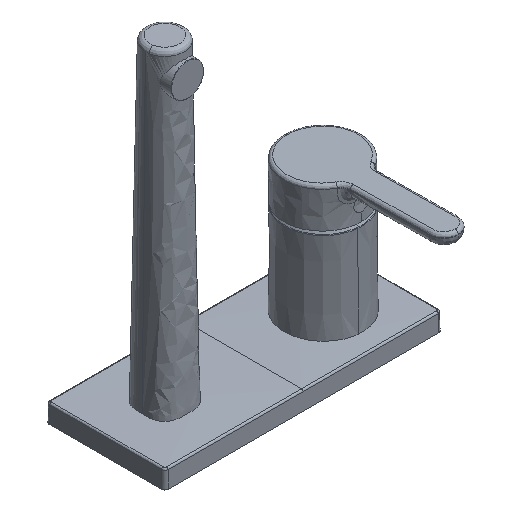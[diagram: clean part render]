
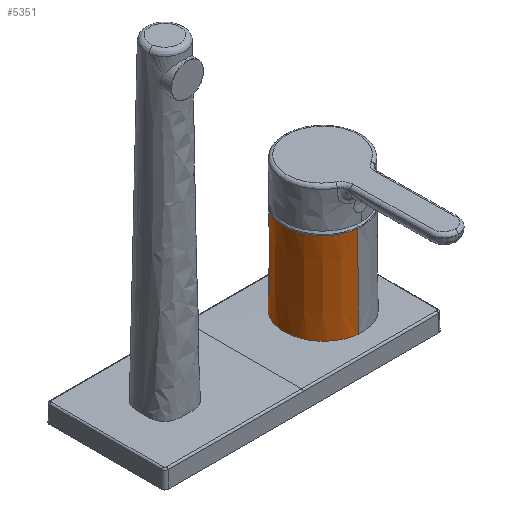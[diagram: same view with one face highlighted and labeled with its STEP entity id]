
A CAD part, isometric view. The second image highlights one B-rep face of the part: STEP entity #5351.
In plain terms, the highlighted conical face has half-angle 0.25 degrees and reference radius 24.675 mm.
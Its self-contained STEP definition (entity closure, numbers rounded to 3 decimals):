
#9 = CARTESIAN_POINT ( 'NONE',  ( 2.386, 24.559, 19.25 ) ) ;
#49 = ORIENTED_EDGE ( 'NONE', *, *, #4968, .T. ) ;
#377 = CARTESIAN_POINT ( 'NONE',  ( -15.038, 19.533, 27.695 ) ) ;
#393 = CARTESIAN_POINT ( 'NONE',  ( -23.47, 7.507, 27.799 ) ) ;
#410 = CARTESIAN_POINT ( 'NONE',  ( -22.438, -10.208, 27.784 ) ) ;
#435 = CARTESIAN_POINT ( 'NONE',  ( -8.674, -23.117, 27.642 ) ) ;
#599 = CARTESIAN_POINT ( 'NONE',  ( 0., 0., 85.331 ) ) ;
#657 = CARTESIAN_POINT ( 'NONE',  ( 2.382, 24.523, 27.597 ) ) ;
#842 = CARTESIAN_POINT ( 'NONE',  ( -3.243, 24.437, 27.614 ) ) ;
#861 = CARTESIAN_POINT ( 'NONE',  ( -18.035, 16.864, 27.727 ) ) ;
#877 = FACE_OUTER_BOUND ( 'NONE', #2910, .T. ) ;
#882 = CARTESIAN_POINT ( 'NONE',  ( -24.365, 3.991, 27.812 ) ) ;
#903 = CARTESIAN_POINT ( 'NONE',  ( -20.955, -13.058, 27.763 ) ) ;
#922 = CARTESIAN_POINT ( 'NONE',  ( -5.577, -24.013, 27.625 ) ) ;
#1018 = LINE ( 'NONE', #4927, #3471 ) ;
#1079 = DIRECTION ( 'NONE',  ( -0.097, -0.995, 0. ) ) ;
#1149 = ORIENTED_EDGE ( 'NONE', *, *, #4874, .T. ) ;
#1181 = LINE ( 'NONE', #9, #4945 ) ;
#1184 = ORIENTED_EDGE ( 'NONE', *, *, #2444, .T. ) ;
#1237 = CARTESIAN_POINT ( 'NONE',  ( 2.382, 24.523, 27.597 ) ) ;
#1248 = VERTEX_POINT ( 'NONE', #4501 ) ;
#1266 = VERTEX_POINT ( 'NONE', #2031 ) ;
#1322 = CARTESIAN_POINT ( 'NONE',  ( -5.625, 24.001, 27.625 ) ) ;
#1343 = CARTESIAN_POINT ( 'NONE',  ( -19.568, 14.976, 27.745 ) ) ;
#1363 = CARTESIAN_POINT ( 'NONE',  ( -24.638, 0.786, 27.817 ) ) ;
#1384 = CARTESIAN_POINT ( 'NONE',  ( -18.512, -16.279, 27.732 ) ) ;
#1407 = CARTESIAN_POINT ( 'NONE',  ( -3.183, -24.445, 27.614 ) ) ;
#1411 = EDGE_CURVE ( 'NONE', #1248, #4570, #1018, .T. ) ;
#1828 = CARTESIAN_POINT ( 'NONE',  ( -8.734, 23.095, 27.643 ) ) ;
#1847 = CARTESIAN_POINT ( 'NONE',  ( -20.283, 13.992, 27.754 ) ) ;
#1864 = CARTESIAN_POINT ( 'NONE',  ( -24.627, -0.839, 27.816 ) ) ;
#1888 = CARTESIAN_POINT ( 'NONE',  ( -16.827, -18.015, 27.713 ) ) ;
#2031 = CARTESIAN_POINT ( 'NONE',  ( 2.358, 24.272, 85.331 ) ) ;
#2074 = DIRECTION ( 'NONE',  ( 0., 0.004, -1. ) ) ;
#2147 = VERTEX_POINT ( 'NONE', #657 ) ;
#2320 = CARTESIAN_POINT ( 'NONE',  ( -11.99, 21.528, 27.667 ) ) ;
#2342 = CARTESIAN_POINT ( 'NONE',  ( -21.777, 11.606, 27.774 ) ) ;
#2359 = CARTESIAN_POINT ( 'NONE',  ( -24.555, -2.051, 27.815 ) ) ;
#2375 = CARTESIAN_POINT ( 'NONE',  ( -14.99, -19.57, 27.694 ) ) ;
#2386 = AXIS2_PLACEMENT_3D ( 'NONE', #5945, #3005, #3505 ) ;
#2444 = EDGE_CURVE ( 'NONE', #2147, #4570, #3004, .T. ) ;
#2786 = CARTESIAN_POINT ( 'NONE',  ( 0.762, 24.681, 27.6 ) ) ;
#2811 = CARTESIAN_POINT ( 'NONE',  ( -13.035, 20.912, 27.676 ) ) ;
#2830 = CARTESIAN_POINT ( 'NONE',  ( -22.925, 9.035, 27.791 ) ) ;
#2847 = CARTESIAN_POINT ( 'NONE',  ( -24.04, -5.628, 27.807 ) ) ;
#2868 = CARTESIAN_POINT ( 'NONE',  ( -12.999, -20.946, 27.676 ) ) ;
#2910 = EDGE_LOOP ( 'NONE', ( #3783, #49, #1149, #1184 ) ) ;
#3004 = B_SPLINE_CURVE_WITH_KNOTS ( 'NONE', 3,
 ( #1237, #2786, #3775, #842, #4272, #1322, #4768, #1828, #5257, #2320, #5748, #2811, #6232, #3296, #377, #3799, #861, #4291, #1343, #4788, #1847, #5277, #2342, #5769, #2830, #6254, #3312, #393, #3817, #882, #4308, #1363, #4809, #1864, #5294, #2359, #5791, #2847, #6270, #3336, #410, #3835, #903, #4332, #1384, #4826, #1888, #5315, #2375, #5810, #2868, #6293, #3357, #435, #3859, #922, #4356, #1407, #4847 ),
 .UNSPECIFIED., .F., .F.,
 ( 4, 2, 2, 2, 2, 2, 2, 2, 2, 2, 2, 1, 2, 2, 2, 2, 2, 2, 2, 2, 2, 2, 2, 2, 2, 2, 2, 2, 2, 4 ),
 ( 0., 0.005, 0.007, 0.01, 0.014, 0.016, 0.017, 0.019, 0.024, 0.025, 0.026, 0.029, 0.031, 0.032, 0.034, 0.039, 0.041, 0.042, 0.043, 0.048, 0.051, 0.053, 0.058, 0.06, 0.063, 0.065, 0.067, 0.072, 0.075, 0.077 ),
 .UNSPECIFIED. ) ;
#3005 = DIRECTION ( 'NONE',  ( 0., 0., -1. ) ) ;
#3296 = CARTESIAN_POINT ( 'NONE',  ( -14.391, 20.015, 27.688 ) ) ;
#3312 = CARTESIAN_POINT ( 'NONE',  ( -23.342, 7.895, 27.797 ) ) ;
#3336 = CARTESIAN_POINT ( 'NONE',  ( -23.06, -8.713, 27.793 ) ) ;
#3357 = CARTESIAN_POINT ( 'NONE',  ( -10.158, -22.505, 27.653 ) ) ;
#3431 = AXIS2_PLACEMENT_3D ( 'NONE', #599, #4023, #1079 ) ;
#3471 = VECTOR ( 'NONE', #4824, 1000. ) ;
#3505 = DIRECTION ( 'NONE',  ( 0.097, 0.995, 0. ) ) ;
#3775 = CARTESIAN_POINT ( 'NONE',  ( -0.846, 24.676, 27.605 ) ) ;
#3783 = ORIENTED_EDGE ( 'NONE', *, *, #1411, .F. ) ;
#3799 = CARTESIAN_POINT ( 'NONE',  ( -16.9, 18., 27.714 ) ) ;
#3817 = CARTESIAN_POINT ( 'NONE',  ( -24.055, 5.567, 27.808 ) ) ;
#3835 = CARTESIAN_POINT ( 'NONE',  ( -22.093, -10.935, 27.779 ) ) ;
#3859 = CARTESIAN_POINT ( 'NONE',  ( -6.363, -23.816, 27.629 ) ) ;
#4023 = DIRECTION ( 'NONE',  ( 0., 0., -1. ) ) ;
#4272 = CARTESIAN_POINT ( 'NONE',  ( -4.039, 24.319, 27.617 ) ) ;
#4291 = CARTESIAN_POINT ( 'NONE',  ( -19.318, 15.297, 27.742 ) ) ;
#4308 = CARTESIAN_POINT ( 'NONE',  ( -24.599, 1.591, 27.816 ) ) ;
#4326 = CONICAL_SURFACE ( 'NONE', #2386, 24.675, 0.004 ) ;
#4332 = CARTESIAN_POINT ( 'NONE',  ( -20.061, -14.395, 27.751 ) ) ;
#4356 = CARTESIAN_POINT ( 'NONE',  ( -3.982, -24.328, 27.617 ) ) ;
#4501 = CARTESIAN_POINT ( 'NONE',  ( -2.358, -24.272, 85.331 ) ) ;
#4570 = VERTEX_POINT ( 'NONE', #6054 ) ;
#4768 = CARTESIAN_POINT ( 'NONE',  ( -6.417, 23.802, 27.629 ) ) ;
#4788 = CARTESIAN_POINT ( 'NONE',  ( -20.051, 14.323, 27.751 ) ) ;
#4797 = CIRCLE ( 'NONE', #3431, 24.387 ) ;
#4809 = CARTESIAN_POINT ( 'NONE',  ( -24.637, -0.431, 27.817 ) ) ;
#4824 = DIRECTION ( 'NONE',  ( 0., -0.004, -1. ) ) ;
#4826 = CARTESIAN_POINT ( 'NONE',  ( -17.967, -16.878, 27.726 ) ) ;
#4847 = CARTESIAN_POINT ( 'NONE',  ( -2.382, -24.523, 27.611 ) ) ;
#4874 = EDGE_CURVE ( 'NONE', #1266, #2147, #1181, .T. ) ;
#4927 = CARTESIAN_POINT ( 'NONE',  ( -2.386, -24.559, 19.25 ) ) ;
#4945 = VECTOR ( 'NONE', #2074, 1000. ) ;
#4968 = EDGE_CURVE ( 'NONE', #1248, #1266, #4797, .T. ) ;
#5257 = CARTESIAN_POINT ( 'NONE',  ( -10.216, 22.478, 27.653 ) ) ;
#5277 = CARTESIAN_POINT ( 'NONE',  ( -20.954, 12.985, 27.763 ) ) ;
#5294 = CARTESIAN_POINT ( 'NONE',  ( -24.586, -1.648, 27.816 ) ) ;
#5315 = CARTESIAN_POINT ( 'NONE',  ( -16.232, -18.553, 27.707 ) ) ;
#5351 = ADVANCED_FACE ( 'NONE', ( #877 ), #4326, .T. ) ;
#5748 = CARTESIAN_POINT ( 'NONE',  ( -12.341, 21.328, 27.67 ) ) ;
#5769 = CARTESIAN_POINT ( 'NONE',  ( -22.463, 10.153, 27.784 ) ) ;
#5791 = CARTESIAN_POINT ( 'NONE',  ( -24.355, -4.054, 27.812 ) ) ;
#5810 = CARTESIAN_POINT ( 'NONE',  ( -14.344, -20.049, 27.688 ) ) ;
#5945 = CARTESIAN_POINT ( 'NONE',  ( 0., 0., 19.25 ) ) ;
#6054 = CARTESIAN_POINT ( 'NONE',  ( -2.382, -24.523, 27.611 ) ) ;
#6232 = CARTESIAN_POINT ( 'NONE',  ( -13.379, 20.693, 27.679 ) ) ;
#6254 = CARTESIAN_POINT ( 'NONE',  ( -23.07, 8.658, 27.793 ) ) ;
#6270 = CARTESIAN_POINT ( 'NONE',  ( -23.336, -7.945, 27.797 ) ) ;
#6293 = CARTESIAN_POINT ( 'NONE',  ( -12.297, -21.365, 27.67 ) ) ;
